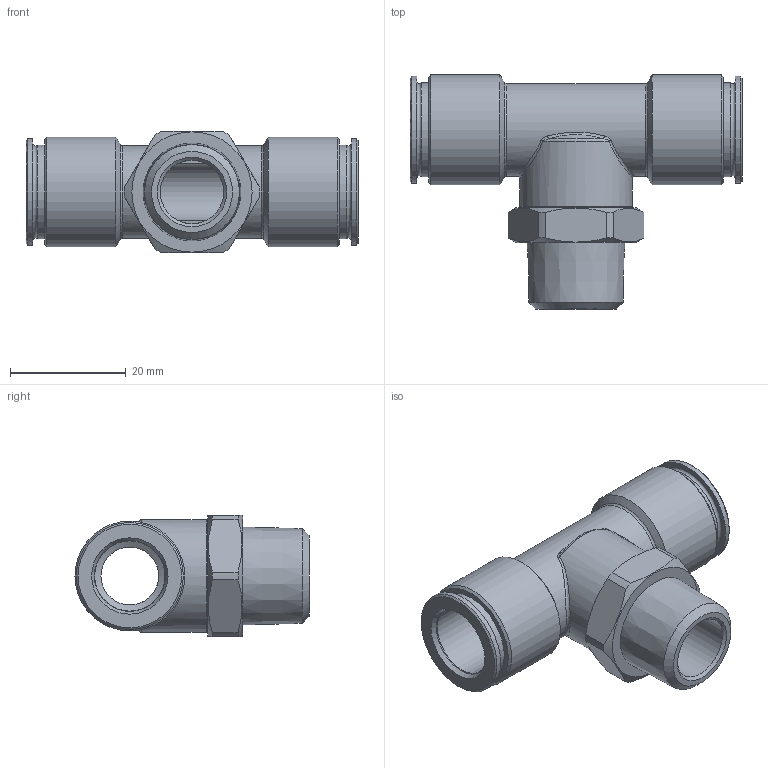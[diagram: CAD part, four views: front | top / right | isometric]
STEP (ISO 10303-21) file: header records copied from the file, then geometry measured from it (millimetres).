
FILE_DESCRIPTION( ( 'STEP AP214' ), '1' );
FILE_NAME( 'psolqas_17508_52.stp', '2020-12-01T17:17:41', ( 'License CC BY-ND 4.0' ), ( 'CADENAS' ), ' ', 'PARTsolutions', ' ' );
FILE_SCHEMA( ( 'AUTOMOTIVE_DESIGN { 1 0 10303 214 1 1 1 1 }' ) );
Length unit declared in the file: metre
Products named in the file (1): NONE
Bounding box: 57.42 x 40.5 x 21 mm (x, y, z)
Volume: 12162.8 mm3; surface area: 8274.6 mm2
Topology: 1 solids, 2 shells, 72 faces, 162 edges, 100 vertices
Faces by surface type: cylinder 19, cone 19, plane 18, bspline 8, torus 8
Full cylindrical faces by diameter (mm): 10 x1, 11 x1, 12.15 x2, 15.8 x1, 16 x1, 16.25 x2, 18.5 x2, 19 x2, 19.5 x1
Entity records: 3061 total; most frequent: CARTESIAN_POINT 1085, DIRECTION 284, ORIENTED_EDGE 238, AXIS2_PLACEMENT_3D 135, EDGE_LOOP 120, EDGE_CURVE 119, VERTEX_POINT 93, FACE_OUTER_BOUND 91
